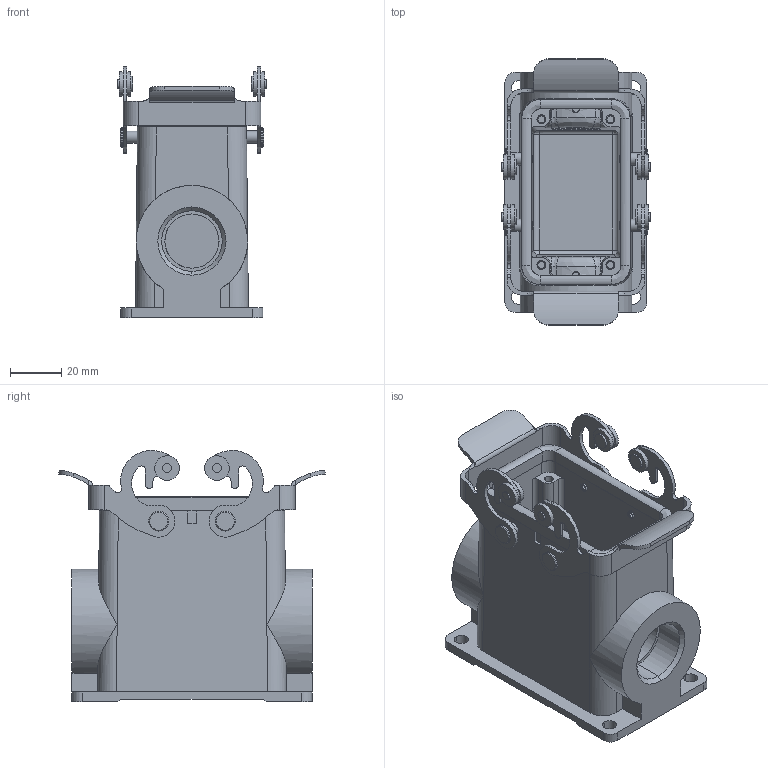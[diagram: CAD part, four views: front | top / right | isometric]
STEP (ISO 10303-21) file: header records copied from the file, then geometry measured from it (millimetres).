
FILE_DESCRIPTION(/* description */ (''),/* implementation_level */ '2;1');
FILE_NAME(/* name */ 'H10B-SFH-2L&S-XXX.stp',/* time_stamp */ '2023-05-15T17:24:01+08:00',/* author */ (''),/* organization */ (''),/* preprocessor_version */ 'ST-DEVELOPER v16',/* originating_system */ 'SIEMENS PLM Software NX 10.0',/* authorisation */ '');
FILE_SCHEMA (('AUTOMOTIVE_DESIGN { 1 0 10303 214 3 1 1 1 }'));
Length unit declared in the file: millimetre
Products named in the file (1): Admi1CD47FF0fmh2
Bounding box: 58.4 x 104.25 x 98.32 mm (x, y, z)
Volume: 135222.4 mm3; surface area: 59483.2 mm2
Topology: 1 solids, 6 shells, 457 faces, 1172 edges, 768 vertices
Faces by surface type: cylinder 224, plane 185, cone 22, bspline 22, torus 4
Full cylindrical faces by diameter (mm): 2.3 x4, 3 x4, 3.4 x4, 3.5 x4, 3.9 x4, 4.1 x4, 4.8 x4, 5.6 x4, 6 x4, 7.8 x4, 9.6 x8
Entity records: 14499 total; most frequent: CARTESIAN_POINT 3621, DIRECTION 2314, ORIENTED_EDGE 2160, EDGE_CURVE 1080, AXIS2_PLACEMENT_3D 912, VERTEX_POINT 738, EDGE_LOOP 584, LINE 490
